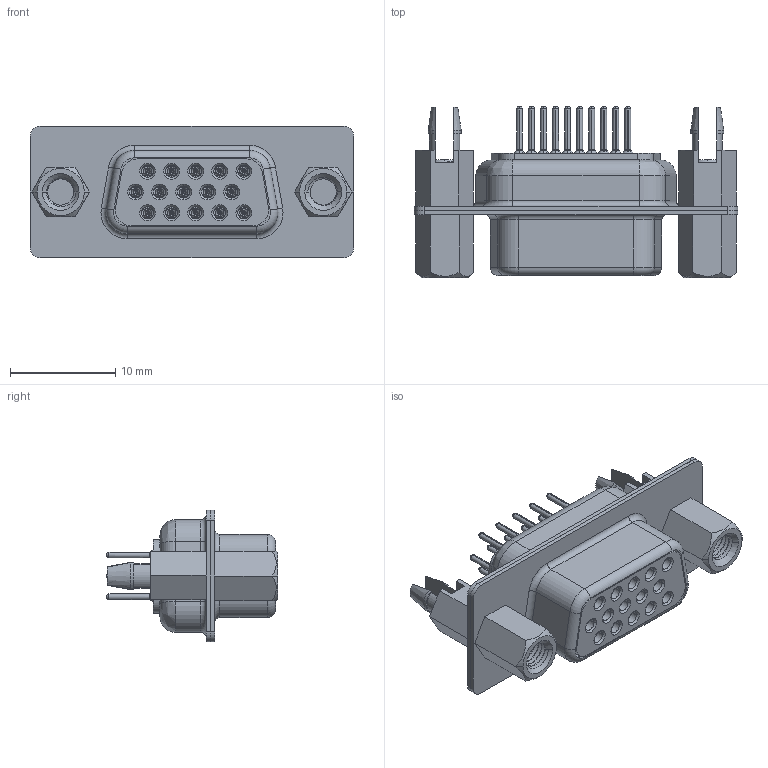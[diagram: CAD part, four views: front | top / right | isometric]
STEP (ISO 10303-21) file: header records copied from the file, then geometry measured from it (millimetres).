
FILE_DESCRIPTION((''),'2;1');
FILE_NAME('15P_ASM','2012-08-15T',('Administrator'),(''),'PRO/ENGINEER BY PARAMETRIC TECHNOLOGY CORPORATION, 2009360','PRO/ENGINEER BY PARAMETRIC TECHNOLOGY CORPORATION, 2009360','');
FILE_SCHEMA(('CONFIG_CONTROL_DESIGN'));
Length unit declared in the file: millimetre
Products named in the file (8): HOUSING; COVER; FCONTACT; 9PF_SHELL; SHELL; HDP-YUCHA; LUOSI; 15P_ASM
Assembly tree (23 placements, depth 2):
  15P_ASM
    HOUSING
    COVER
    FCONTACT  x15
    9PF_SHELL
    SHELL
    HDP-YUCHA  x2
    LUOSI  x2
Bounding box: 30.81 x 16.3 x 12.55 mm (x, y, z)
Volume: 1921 mm3; surface area: 6029.3 mm2
Topology: 53 solids, 53 shells, 2569 faces, 6821 edges, 4369 vertices
Faces by surface type: bspline 1201, cylinder 554, plane 424, cone 298, torus 92
Entity records: 30909 total; most frequent: CARTESIAN_POINT 14780, ORIENTED_EDGE 3424, DIRECTION 3157, EDGE_CURVE 1712, AXIS2_PLACEMENT_3D 1216, VERTEX_POINT 1066, EDGE_LOOP 782, VECTOR 725
